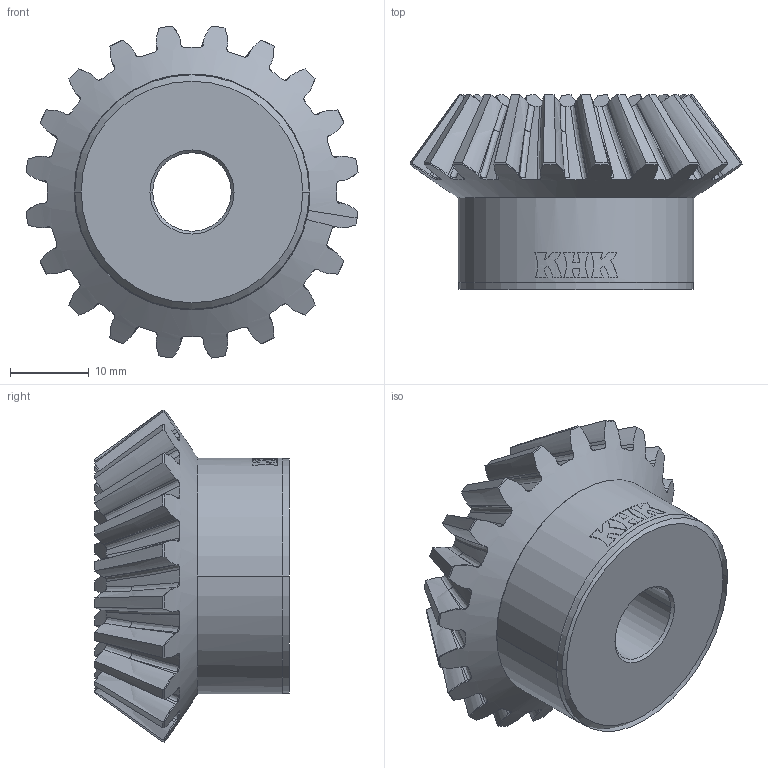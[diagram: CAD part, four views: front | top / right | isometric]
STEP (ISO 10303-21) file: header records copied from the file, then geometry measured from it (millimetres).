
FILE_DESCRIPTION((''),'2;1');
FILE_NAME('SBZG2-2030L','2023-03-07T',('SYSTEM'),(''),'PRO/ENGINEER BY PARAMETRIC TECHNOLOGY CORPORATION, 2016360','PRO/ENGINEER BY PARAMETRIC TECHNOLOGY CORPORATION, 2016360','');
FILE_SCHEMA(('AUTOMOTIVE_DESIGN { 1 0 10303 214 1 1 1 1 }'));
Length unit declared in the file: millimetre
Products named in the file (1): SBZG2-2030L
Bounding box: 42.27 x 24.79 x 42.27 mm (x, y, z)
Volume: 16721.8 mm3; surface area: 6753.4 mm2
Topology: 1 solids, 2 shells, 319 faces, 877 edges, 563 vertices
Faces by surface type: bspline 220, cylinder 53, cone 30, plane 16
Entity records: 27486 total; most frequent: CARTESIAN_POINT 18250, ORIENTED_EDGE 1750, PRESENTATION_STYLE_ASSIGNMENT 895, STYLED_ITEM 879, CURVE_STYLE 877, EDGE_CURVE 877, B_SPLINE_CURVE_WITH_KNOTS 633, DIRECTION 595
